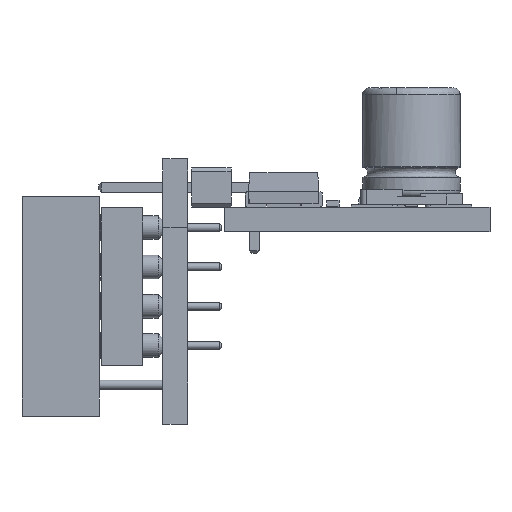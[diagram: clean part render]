
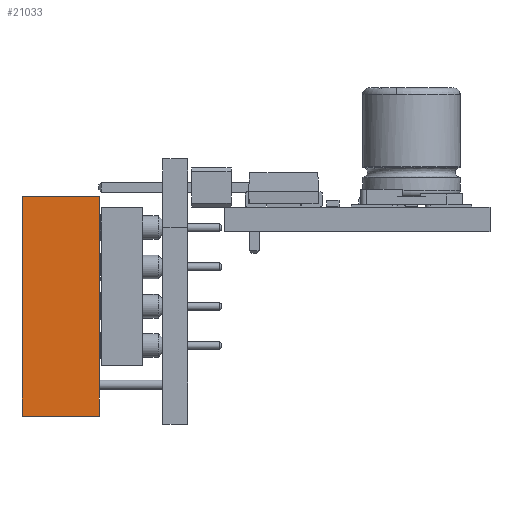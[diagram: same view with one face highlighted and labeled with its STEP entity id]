
A CAD part, left-side view. The second image highlights one B-rep face of the part: STEP entity #21033.
In plain terms, the highlighted planar face has unit normal (-1, 0, 0).
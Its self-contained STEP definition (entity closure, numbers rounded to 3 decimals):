
#18981 = VERTEX_POINT('',#18982);
#18982 = CARTESIAN_POINT('',(-7.05,8.183,-13.513));
#18988 = EDGE_CURVE('',#18989,#18981,#18991,.T.);
#18989 = VERTEX_POINT('',#18990);
#18990 = CARTESIAN_POINT('',(-7.05,8.183,0.688));
#18991 = LINE('',#18992,#18993);
#18992 = CARTESIAN_POINT('',(-7.05,8.183,0.688));
#18993 = VECTOR('',#18994,1.);
#18994 = DIRECTION('',(0.,0.,-1.));
#21013 = EDGE_CURVE('',#18981,#21014,#21016,.T.);
#21014 = VERTEX_POINT('',#21015);
#21015 = CARTESIAN_POINT('',(-7.05,13.183,-13.513));
#21016 = LINE('',#21017,#21018);
#21017 = CARTESIAN_POINT('',(-7.05,8.183,-13.513));
#21018 = VECTOR('',#21019,1.);
#21019 = DIRECTION('',(0.,1.,0.));
#21033 = ADVANCED_FACE('',(#21034),#21052,.T.);
#21034 = FACE_BOUND('',#21035,.T.);
#21035 = EDGE_LOOP('',(#21036,#21044,#21050,#21051));
#21036 = ORIENTED_EDGE('',*,*,#21037,.T.);
#21037 = EDGE_CURVE('',#18989,#21038,#21040,.T.);
#21038 = VERTEX_POINT('',#21039);
#21039 = CARTESIAN_POINT('',(-7.05,13.183,0.688));
#21040 = LINE('',#21041,#21042);
#21041 = CARTESIAN_POINT('',(-7.05,8.183,0.688));
#21042 = VECTOR('',#21043,1.);
#21043 = DIRECTION('',(0.,1.,0.));
#21044 = ORIENTED_EDGE('',*,*,#21045,.T.);
#21045 = EDGE_CURVE('',#21038,#21014,#21046,.T.);
#21046 = LINE('',#21047,#21048);
#21047 = CARTESIAN_POINT('',(-7.05,13.183,0.688));
#21048 = VECTOR('',#21049,1.);
#21049 = DIRECTION('',(0.,0.,-1.));
#21050 = ORIENTED_EDGE('',*,*,#21013,.F.);
#21051 = ORIENTED_EDGE('',*,*,#18988,.F.);
#21052 = PLANE('',#21053);
#21053 = AXIS2_PLACEMENT_3D('',#21054,#21055,#21056);
#21054 = CARTESIAN_POINT('',(-7.05,8.183,0.688));
#21055 = DIRECTION('',(-1.,0.,0.));
#21056 = DIRECTION('',(0.,0.,-1.));
